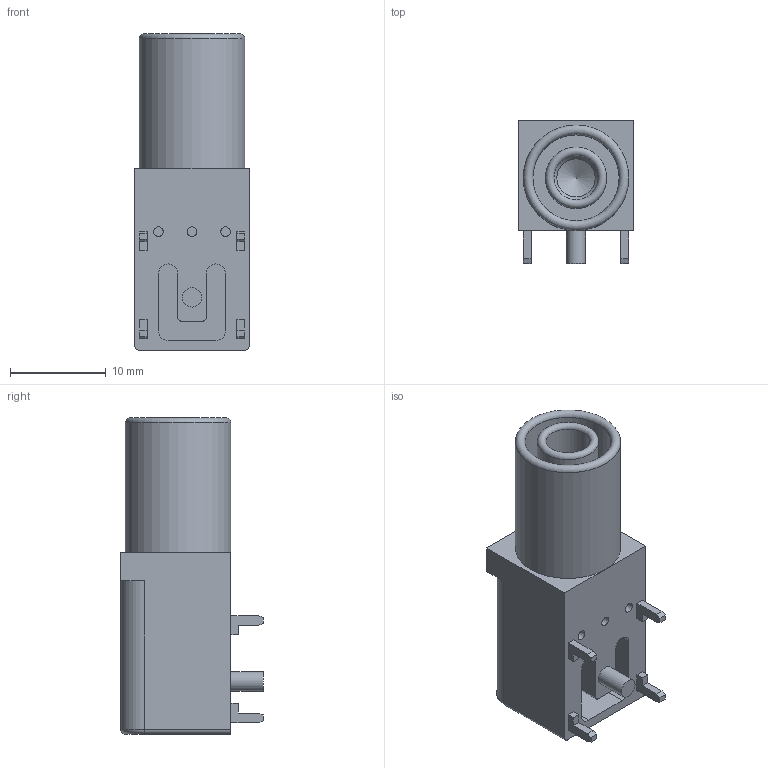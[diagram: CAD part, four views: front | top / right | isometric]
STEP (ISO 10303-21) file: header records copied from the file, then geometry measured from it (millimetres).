
FILE_DESCRIPTION (( 'STEP AP203' ), '1' );
FILE_NAME ('Banana jack_SLB4-I_90.STEP', '2021-01-06T11:26:17', ( '' ), ( '' ), 'SwSTEP 2.0', 'SolidWorks 2018', '' );
FILE_SCHEMA (( 'CONFIG_CONTROL_DESIGN' ));
Length unit declared in the file: millimetre
Products named in the file (1): Banana jack_SLB4-I_90
Bounding box: 12 x 14.9 x 33 mm (x, y, z)
Volume: 2738.6 mm3; surface area: 3206.8 mm2
Topology: 1 solids, 1 shells, 96 faces, 232 edges, 151 vertices
Faces by surface type: plane 64, cylinder 26, torus 4, cone 2
Full cylindrical faces by diameter (mm): 1 x5, 2 x1, 4 x1, 4.6 x1, 6.4 x1, 9 x1, 11 x1
Entity records: 2757 total; most frequent: DIRECTION 462, CARTESIAN_POINT 459, ORIENTED_EDGE 428, EDGE_CURVE 214, LINE 160, VECTOR 160, AXIS2_PLACEMENT_3D 151, VERTEX_POINT 148
